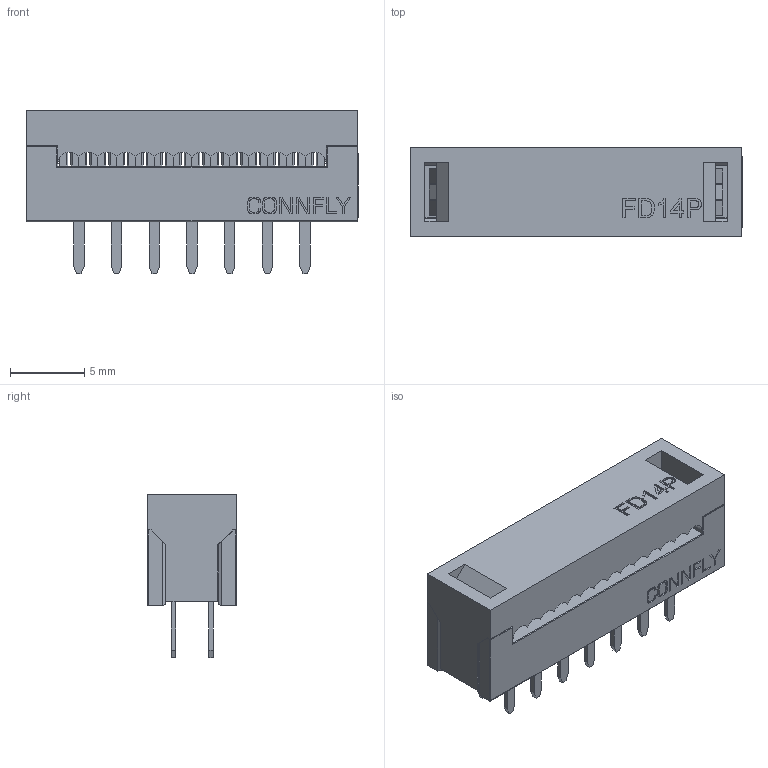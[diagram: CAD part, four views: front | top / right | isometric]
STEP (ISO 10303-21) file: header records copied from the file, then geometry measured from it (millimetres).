
FILE_DESCRIPTION (( 'STEP AP214' ), '1' );
FILE_NAME ('FDC-14 ( DS1018-2.54-14 ).STEP', '2017-04-09T23:49:46', ( 'SIG' ), ( '' ), 'SwSTEP 2.0', 'SolidWorks 2014', '' );
FILE_SCHEMA (( 'AUTOMOTIVE_DESIGN' ));
Length unit declared in the file: millimetre
Products named in the file (5): FDC-14 ( DS1018-2.54-14L ); FDC-14 ( DS1018-2.54-14S ); FDC-14 ( DS1018-2.54-14 )
Assembly tree (2 placements, depth 2):
  FDC-14 ( DS1018-2.54-14L )
  FDC-14 ( DS1018-2.54-14S )
  FDC-14 ( DS1018-2.54-14 )
    FDC-14 ( DS1018-2.54-14S )
    FDC-14 ( DS1018-2.54-14L )
Bounding box: 22.35 x 6.02 x 11 mm (x, y, z)
Volume: 807 mm3; surface area: 1448.9 mm2
Topology: 2 solids, 2 shells, 726 faces, 1910 edges, 1243 vertices
Faces by surface type: plane 639, cylinder 48, bspline 39
Entity records: 29301 total; most frequent: CARTESIAN_POINT 6200, ORIENTED_EDGE 3820, DIRECTION 3255, EDGE_CURVE 1910, LINE 1755, VECTOR 1755, VERTEX_POINT 1243, EDGE_LOOP 789
